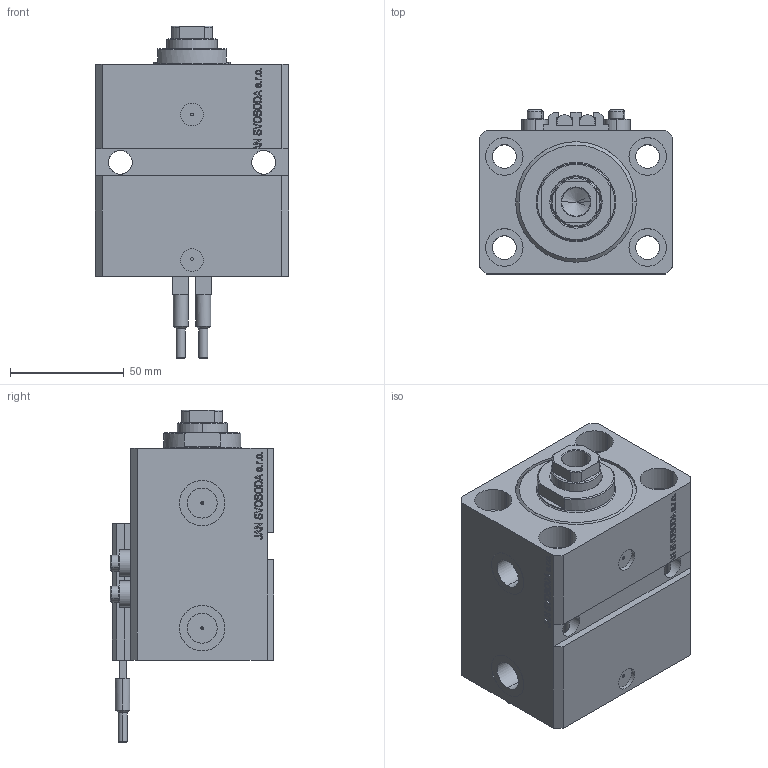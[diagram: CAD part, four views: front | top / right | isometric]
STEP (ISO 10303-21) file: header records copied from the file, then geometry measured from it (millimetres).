
FILE_DESCRIPTION (( 'STEP AP203' ), '1' );
FILE_NAME ('ed24.STEP', '2022-04-14T09:40:51', ( '' ), ( '' ), 'SwSTEP 2.0', 'SolidWorks 2019', '' );
FILE_SCHEMA (( 'CONFIG_CONTROL_DESIGN' ));
Length unit declared in the file: millimetre
Products named in the file (6): V250CE_VC_E e594a393bff24f4942c20dc76d6a5a23; ed24; V250CE_C_VCP e594a393bff24f4942c20dc76d6a5a23; V250CE_E_Body e594a393bff24f4942c20dc76d6a5a23; ALLEN BOLT V250CE e594a393bff24f4942c20dc76d6a5a23; SWITCH_V250CE e594a393bff24f4942c20dc76d6a5a23
Assembly tree (9 placements, depth 2):
  ed24
    V250CE_E_Body e594a393bff24f4942c20dc76d6a5a23
    ALLEN BOLT V250CE e594a393bff24f4942c20dc76d6a5a23  x4
    V250CE_C_VCP e594a393bff24f4942c20dc76d6a5a23
    V250CE_VC_E e594a393bff24f4942c20dc76d6a5a23
    SWITCH_V250CE e594a393bff24f4942c20dc76d6a5a23  x2
Bounding box: 85 x 72 x 145.9 mm (x, y, z)
Volume: 437189 mm3; surface area: 101830.6 mm2
Topology: 10 solids, 10 shells, 1155 faces, 2875 edges, 1857 vertices
Faces by surface type: plane 571, bspline 356, cylinder 150, cone 60, torus 18
Entity records: 48940 total; most frequent: CARTESIAN_POINT 25128, ORIENTED_EDGE 5332, DIRECTION 3592, EDGE_CURVE 2666, VERTEX_POINT 1743, VECTOR 1626, LINE 1626, EDGE_LOOP 1193
